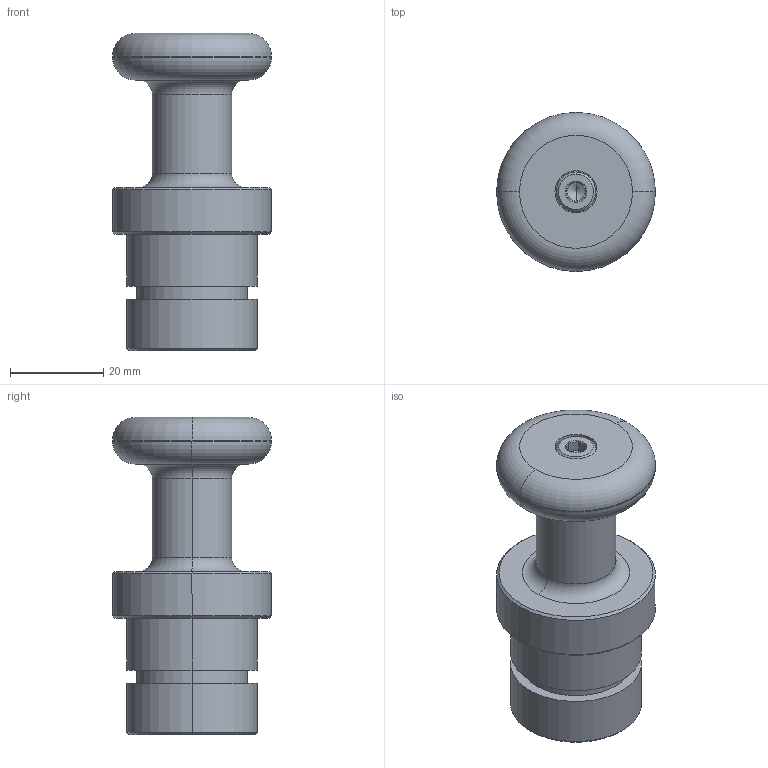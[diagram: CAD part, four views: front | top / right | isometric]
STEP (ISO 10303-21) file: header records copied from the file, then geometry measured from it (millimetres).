
FILE_DESCRIPTION(('STEP AP214'),'1');
FILE_NAME('280740.STP','2011-09-23T08:39:27',(' '),(' '),'Spatial InterOp 3D',' ',' ');
FILE_SCHEMA(('automotive_design'));
Length unit declared in the file: millimetre
Products named in the file (3): Zylinder; Zylinderschraube ISO 4762 M5x50
Bounding box: 34 x 34 x 67.9 mm (x, y, z)
Volume: 36545.7 mm3; surface area: 12751.1 mm2
Topology: 3 solids, 3 shells, 84 faces, 183 edges, 114 vertices
Faces by surface type: cylinder 26, cone 22, plane 22, torus 14
Entity records: 3054 total; most frequent: DIRECTION 458, CARTESIAN_POINT 394, ORIENTED_EDGE 362, AXIS2_PLACEMENT_3D 196, EDGE_CURVE 181, VERTEX_POINT 114, CIRCLE 109, EDGE_LOOP 97
